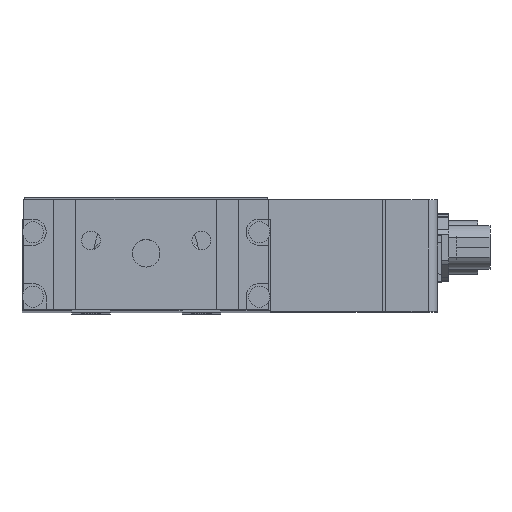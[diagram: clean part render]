
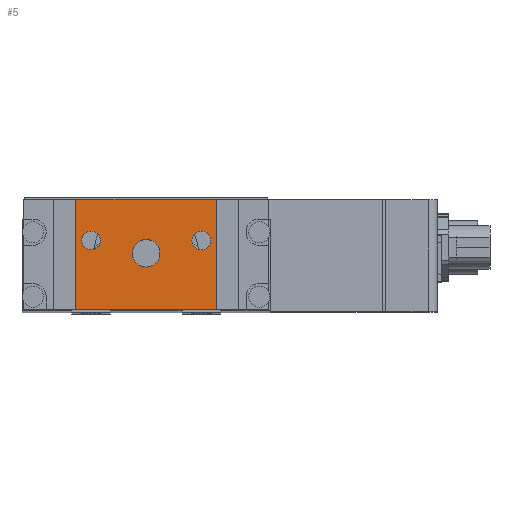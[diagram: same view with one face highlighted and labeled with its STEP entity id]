
A CAD part, top view. The second image highlights one B-rep face of the part: STEP entity #5.
In plain terms, the highlighted planar face has unit normal (0, 0, 1).
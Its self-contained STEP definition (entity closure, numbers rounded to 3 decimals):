
#5 = ADVANCED_FACE ( 'NONE', ( #21337, #23035, #20962, #2576 ), #4643, .T. ) ;
#253 = EDGE_LOOP ( 'NONE', ( #5811, #21255 ) ) ;
#310 = DIRECTION ( 'NONE',  ( 0., 0., 1. ) ) ;
#608 = VERTEX_POINT ( 'NONE', #3482 ) ;
#1122 = CARTESIAN_POINT ( 'NONE',  ( 0., 0., 214.75 ) ) ;
#1372 = DIRECTION ( 'NONE',  ( 0., 0., 1. ) ) ;
#1851 = EDGE_CURVE ( 'NONE', #18423, #3204, #4074, .T. ) ;
#1948 = CIRCLE ( 'NONE', #6969, 1.7 ) ;
#2207 = VECTOR ( 'NONE', #8812, 1000. ) ;
#2249 = CARTESIAN_POINT ( 'NONE',  ( -22.25, 9.83, 214.75 ) ) ;
#2576 = FACE_BOUND ( 'NONE', #7373, .T. ) ;
#2588 = AXIS2_PLACEMENT_3D ( 'NONE', #21597, #7164, #3439 ) ;
#3204 = VERTEX_POINT ( 'NONE', #17413 ) ;
#3439 = DIRECTION ( 'NONE',  ( 1., 0., 0. ) ) ;
#3482 = CARTESIAN_POINT ( 'NONE',  ( -11.7, 2.33, 214.75 ) ) ;
#3583 = VERTEX_POINT ( 'NONE', #4758 ) ;
#3631 = DIRECTION ( 'NONE',  ( 0., 0., 1. ) ) ;
#3903 = EDGE_LOOP ( 'NONE', ( #12295, #12125, #11967, #13592 ) ) ;
#3919 = CARTESIAN_POINT ( 'NONE',  ( 10., 2.33, 214.75 ) ) ;
#4074 = LINE ( 'NONE', #2249, #13107 ) ;
#4197 = AXIS2_PLACEMENT_3D ( 'NONE', #1122, #4752, #12129 ) ;
#4217 = CARTESIAN_POINT ( 'NONE',  ( 0., 0., 214.75 ) ) ;
#4643 = PLANE ( 'NONE',  #4197 ) ;
#4752 = DIRECTION ( 'NONE',  ( 0., 0., 1. ) ) ;
#4758 = CARTESIAN_POINT ( 'NONE',  ( 2.5, 0., 214.75 ) ) ;
#4882 = CIRCLE ( 'NONE', #18417, 1.7 ) ;
#5686 = EDGE_CURVE ( 'NONE', #608, #17500, #16827, .T. ) ;
#5811 = ORIENTED_EDGE ( 'NONE', *, *, #5686, .F. ) ;
#5892 = EDGE_CURVE ( 'NONE', #23282, #12784, #6261, .T. ) ;
#5965 = CARTESIAN_POINT ( 'NONE',  ( 8.3, 2.33, 214.75 ) ) ;
#6071 = ORIENTED_EDGE ( 'NONE', *, *, #8146, .F. ) ;
#6261 = LINE ( 'NONE', #17417, #22256 ) ;
#6969 = AXIS2_PLACEMENT_3D ( 'NONE', #3919, #18446, #23765 ) ;
#7164 = DIRECTION ( 'NONE',  ( 0., 0., 1. ) ) ;
#7371 = CARTESIAN_POINT ( 'NONE',  ( -10., 2.33, 214.75 ) ) ;
#7373 = EDGE_LOOP ( 'NONE', ( #15355, #8155 ) ) ;
#8146 = EDGE_CURVE ( 'NONE', #22524, #10066, #9844, .T. ) ;
#8155 = ORIENTED_EDGE ( 'NONE', *, *, #11524, .F. ) ;
#8558 = CARTESIAN_POINT ( 'NONE',  ( 12.75, 9.83, 214.75 ) ) ;
#8804 = CARTESIAN_POINT ( 'NONE',  ( 12.75, -10.17, 214.75 ) ) ;
#8812 = DIRECTION ( 'NONE',  ( 0., 1., 0. ) ) ;
#9364 = ORIENTED_EDGE ( 'NONE', *, *, #19079, .F. ) ;
#9600 = CARTESIAN_POINT ( 'NONE',  ( 11.7, 2.33, 214.75 ) ) ;
#9629 = CARTESIAN_POINT ( 'NONE',  ( -10., 2.33, 214.75 ) ) ;
#9844 = CIRCLE ( 'NONE', #16027, 1.7 ) ;
#10066 = VERTEX_POINT ( 'NONE', #5965 ) ;
#11524 = EDGE_CURVE ( 'NONE', #20794, #3583, #21542, .T. ) ;
#11605 = DIRECTION ( 'NONE',  ( 1., 0., 0. ) ) ;
#11954 = DIRECTION ( 'NONE',  ( 1., 0., 0. ) ) ;
#11967 = ORIENTED_EDGE ( 'NONE', *, *, #23118, .F. ) ;
#12039 = CARTESIAN_POINT ( 'NONE',  ( 10., 2.33, 214.75 ) ) ;
#12070 = DIRECTION ( 'NONE',  ( 0., 0., 1. ) ) ;
#12125 = ORIENTED_EDGE ( 'NONE', *, *, #1851, .T. ) ;
#12129 = DIRECTION ( 'NONE',  ( 1., 0., 0. ) ) ;
#12295 = ORIENTED_EDGE ( 'NONE', *, *, #18514, .T. ) ;
#12323 = LINE ( 'NONE', #8558, #20094 ) ;
#12441 = DIRECTION ( 'NONE',  ( 0., 1., 0. ) ) ;
#12784 = VERTEX_POINT ( 'NONE', #8804 ) ;
#13025 = CARTESIAN_POINT ( 'NONE',  ( -8.3, 2.33, 214.75 ) ) ;
#13044 = CARTESIAN_POINT ( 'NONE',  ( -12.75, -10.17, 214.75 ) ) ;
#13107 = VECTOR ( 'NONE', #13389, 1000. ) ;
#13389 = DIRECTION ( 'NONE',  ( -1., 0., 0. ) ) ;
#13592 = ORIENTED_EDGE ( 'NONE', *, *, #5892, .T. ) ;
#15355 = ORIENTED_EDGE ( 'NONE', *, *, #20491, .F. ) ;
#16027 = AXIS2_PLACEMENT_3D ( 'NONE', #12039, #1372, #16150 ) ;
#16150 = DIRECTION ( 'NONE',  ( 1., 0., 0. ) ) ;
#16417 = CARTESIAN_POINT ( 'NONE',  ( -12.75, 9.83, 214.75 ) ) ;
#16439 = AXIS2_PLACEMENT_3D ( 'NONE', #7371, #3631, #22153 ) ;
#16827 = CIRCLE ( 'NONE', #16439, 1.7 ) ;
#17396 = CARTESIAN_POINT ( 'NONE',  ( 12.75, 9.83, 214.75 ) ) ;
#17413 = CARTESIAN_POINT ( 'NONE',  ( -12.75, 9.83, 214.75 ) ) ;
#17417 = CARTESIAN_POINT ( 'NONE',  ( -22.25, -10.17, 214.75 ) ) ;
#17500 = VERTEX_POINT ( 'NONE', #13025 ) ;
#17910 = EDGE_LOOP ( 'NONE', ( #9364, #6071 ) ) ;
#18014 = CIRCLE ( 'NONE', #22207, 2.5 ) ;
#18417 = AXIS2_PLACEMENT_3D ( 'NONE', #9629, #310, #22361 ) ;
#18423 = VERTEX_POINT ( 'NONE', #17396 ) ;
#18446 = DIRECTION ( 'NONE',  ( 0., 0., 1. ) ) ;
#18514 = EDGE_CURVE ( 'NONE', #12784, #18423, #12323, .T. ) ;
#19079 = EDGE_CURVE ( 'NONE', #10066, #22524, #1948, .T. ) ;
#20094 = VECTOR ( 'NONE', #12441, 1000. ) ;
#20491 = EDGE_CURVE ( 'NONE', #3583, #20794, #18014, .T. ) ;
#20794 = VERTEX_POINT ( 'NONE', #22786 ) ;
#20962 = FACE_BOUND ( 'NONE', #253, .T. ) ;
#21255 = ORIENTED_EDGE ( 'NONE', *, *, #21994, .F. ) ;
#21337 = FACE_BOUND ( 'NONE', #17910, .T. ) ;
#21542 = CIRCLE ( 'NONE', #2588, 2.5 ) ;
#21597 = CARTESIAN_POINT ( 'NONE',  ( 0., 0., 214.75 ) ) ;
#21994 = EDGE_CURVE ( 'NONE', #17500, #608, #4882, .T. ) ;
#22153 = DIRECTION ( 'NONE',  ( 1., 0., 0. ) ) ;
#22207 = AXIS2_PLACEMENT_3D ( 'NONE', #4217, #12070, #11954 ) ;
#22256 = VECTOR ( 'NONE', #11605, 1000. ) ;
#22361 = DIRECTION ( 'NONE',  ( 1., 0., 0. ) ) ;
#22524 = VERTEX_POINT ( 'NONE', #9600 ) ;
#22786 = CARTESIAN_POINT ( 'NONE',  ( -2.5, 0., 214.75 ) ) ;
#23035 = FACE_OUTER_BOUND ( 'NONE', #3903, .T. ) ;
#23118 = EDGE_CURVE ( 'NONE', #23282, #3204, #23581, .T. ) ;
#23282 = VERTEX_POINT ( 'NONE', #13044 ) ;
#23581 = LINE ( 'NONE', #16417, #2207 ) ;
#23765 = DIRECTION ( 'NONE',  ( 1., 0., 0. ) ) ;
